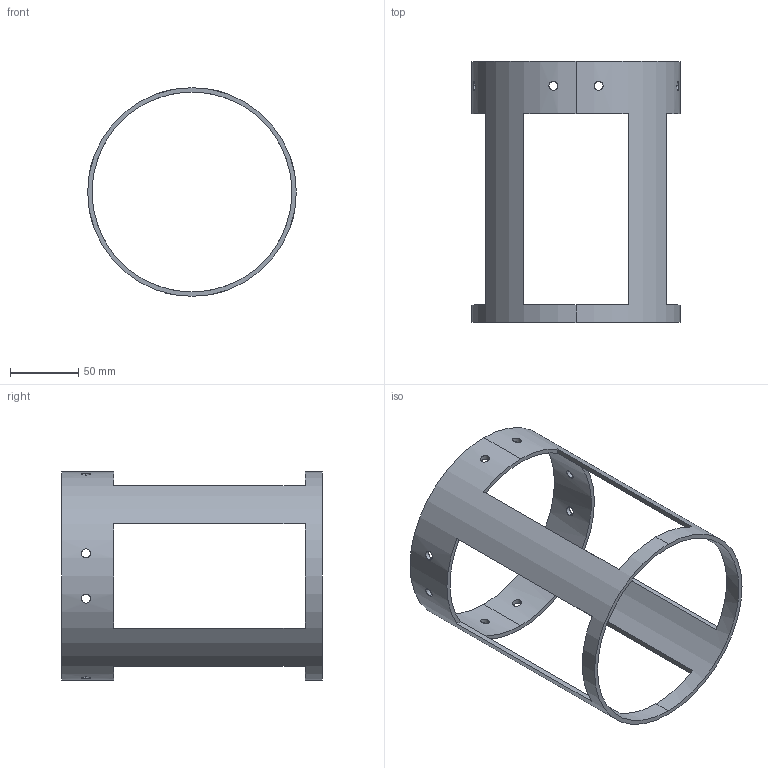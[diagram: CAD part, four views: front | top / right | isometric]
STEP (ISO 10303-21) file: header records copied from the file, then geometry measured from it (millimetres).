
FILE_DESCRIPTION (( 'STEP AP214' ), '1' );
FILE_NAME ('body_tube.STEP', '2024-09-05T01:37:54', ( '' ), ( '' ), 'SwSTEP 2.0', 'SolidWorks 2024', '' );
FILE_SCHEMA (( 'AUTOMOTIVE_DESIGN' ));
Length unit declared in the file: inch
Products named in the file (1): body_tube
Bounding box: 152.4 x 190.5 x 152.4 mm (x, y, z)
Volume: 140765 mm3; surface area: 98341.9 mm2
Topology: 1 solids, 1 shells, 38 faces, 120 edges, 80 vertices
Faces by surface type: cylinder 20, plane 18
Entity records: 2343 total; most frequent: CARTESIAN_POINT 1231, ORIENTED_EDGE 240, DIRECTION 198, EDGE_CURVE 120, VERTEX_POINT 80, AXIS2_PLACEMENT_3D 71, EDGE_LOOP 60, VECTOR 56
